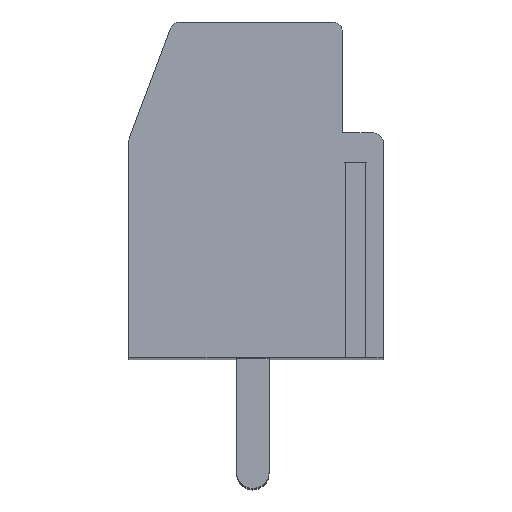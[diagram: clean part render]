
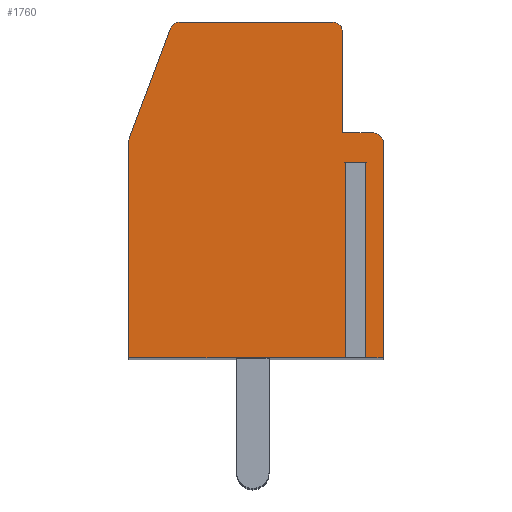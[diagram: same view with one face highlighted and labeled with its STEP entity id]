
A CAD part, top view. The second image highlights one B-rep face of the part: STEP entity #1760.
In plain terms, the highlighted planar face has unit normal (0, 0, 1).
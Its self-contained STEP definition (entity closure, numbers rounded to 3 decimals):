
#14 = VECTOR ( 'NONE', #6008, 1000. ) ;
#18 = CARTESIAN_POINT ( 'NONE',  ( 6.55, 10., 2.5 ) ) ;
#211 = LINE ( 'NONE', #3834, #6362 ) ;
#266 = VECTOR ( 'NONE', #7073, 1000. ) ;
#291 = CARTESIAN_POINT ( 'NONE',  ( 7.26, 0., 2.5 ) ) ;
#479 = CARTESIAN_POINT ( 'NONE',  ( 6.55, 6.9, 2.5 ) ) ;
#535 = LINE ( 'NONE', #4882, #2681 ) ;
#580 = VECTOR ( 'NONE', #5033, 1000. ) ;
#784 = CIRCLE ( 'NONE', #9347, 0.3 ) ;
#922 = CARTESIAN_POINT ( 'NONE',  ( 0., 0., 2.5 ) ) ;
#1074 = ORIENTED_EDGE ( 'NONE', *, *, #2723, .T. ) ;
#1166 = VECTOR ( 'NONE', #4904, 1000. ) ;
#1258 = ORIENTED_EDGE ( 'NONE', *, *, #2629, .T. ) ;
#1502 = DIRECTION ( 'NONE',  ( -1., 0., 0. ) ) ;
#1577 = EDGE_CURVE ( 'NONE', #6340, #6046, #5801, .T. ) ;
#1601 = LINE ( 'NONE', #922, #7507 ) ;
#1602 = AXIS2_PLACEMENT_3D ( 'NONE', #7742, #6989, #4840 ) ;
#1618 = VERTEX_POINT ( 'NONE', #2280 ) ;
#1752 = EDGE_CURVE ( 'NONE', #2737, #5744, #3008, .T. ) ;
#1760 = ADVANCED_FACE ( 'NONE', ( #2609 ), #6978, .T. ) ;
#1828 = ORIENTED_EDGE ( 'NONE', *, *, #3592, .T. ) ;
#1871 = LINE ( 'NONE', #2699, #6624 ) ;
#1891 = CARTESIAN_POINT ( 'NONE',  ( 0., 0., 2.5 ) ) ;
#1931 = ORIENTED_EDGE ( 'NONE', *, *, #4586, .F. ) ;
#2006 = VECTOR ( 'NONE', #8486, 1000. ) ;
#2053 = ORIENTED_EDGE ( 'NONE', *, *, #8393, .T. ) ;
#2073 = CARTESIAN_POINT ( 'NONE',  ( 6.64, 6., 2.5 ) ) ;
#2213 = CARTESIAN_POINT ( 'NONE',  ( 6.64, 0., 2.5 ) ) ;
#2267 = DIRECTION ( 'NONE',  ( 1., 0., 0. ) ) ;
#2280 = CARTESIAN_POINT ( 'NONE',  ( 7.26, 6., 2.5 ) ) ;
#2506 = ORIENTED_EDGE ( 'NONE', *, *, #8892, .T. ) ;
#2609 = FACE_OUTER_BOUND ( 'NONE', #2647, .T. ) ;
#2627 = VERTEX_POINT ( 'NONE', #18 ) ;
#2629 = EDGE_CURVE ( 'NONE', #5991, #5755, #4254, .T. ) ;
#2647 = EDGE_LOOP ( 'NONE', ( #3103, #4844, #5172, #7278, #8021, #1931, #2685, #1074, #3463, #7794, #9402, #2506, #2053, #1258, #1828 ) ) ;
#2681 = VECTOR ( 'NONE', #3385, 1000. ) ;
#2685 = ORIENTED_EDGE ( 'NONE', *, *, #5365, .T. ) ;
#2699 = CARTESIAN_POINT ( 'NONE',  ( 7.26, 6., 2.5 ) ) ;
#2723 = EDGE_CURVE ( 'NONE', #5029, #6340, #1601, .T. ) ;
#2737 = VERTEX_POINT ( 'NONE', #4569 ) ;
#2925 = VERTEX_POINT ( 'NONE', #5537 ) ;
#3006 = CARTESIAN_POINT ( 'NONE',  ( 7.8, 0., 2.5 ) ) ;
#3008 = LINE ( 'NONE', #7640, #266 ) ;
#3103 = ORIENTED_EDGE ( 'NONE', *, *, #5762, .T. ) ;
#3385 = DIRECTION ( 'NONE',  ( -0.351, -0.936, 0. ) ) ;
#3463 = ORIENTED_EDGE ( 'NONE', *, *, #1577, .T. ) ;
#3473 = CARTESIAN_POINT ( 'NONE',  ( 1.558, 10., 2.5 ) ) ;
#3592 = EDGE_CURVE ( 'NONE', #5755, #9251, #3908, .T. ) ;
#3598 = VERTEX_POINT ( 'NONE', #8708 ) ;
#3729 = DIRECTION ( 'NONE',  ( 1., 0., 0. ) ) ;
#3834 = CARTESIAN_POINT ( 'NONE',  ( 7.26, 6., 2.5 ) ) ;
#3908 = CIRCLE ( 'NONE', #6519, 0.3 ) ;
#3962 = CARTESIAN_POINT ( 'NONE',  ( 0., 6.7, 2.5 ) ) ;
#4151 = CARTESIAN_POINT ( 'NONE',  ( 6.25, 10.3, 2.5 ) ) ;
#4166 = LINE ( 'NONE', #7754, #1166 ) ;
#4254 = LINE ( 'NONE', #4992, #6139 ) ;
#4443 = DIRECTION ( 'NONE',  ( 0., 0., 1. ) ) ;
#4495 = DIRECTION ( 'NONE',  ( 1., 0., 0. ) ) ;
#4569 = CARTESIAN_POINT ( 'NONE',  ( 7.5, 6.9, 2.5 ) ) ;
#4586 = EDGE_CURVE ( 'NONE', #1618, #3598, #1871, .T. ) ;
#4823 = DIRECTION ( 'NONE',  ( -1., 0., 0. ) ) ;
#4840 = DIRECTION ( 'NONE',  ( 1., 0., 0. ) ) ;
#4844 = ORIENTED_EDGE ( 'NONE', *, *, #5956, .T. ) ;
#4877 = DIRECTION ( 'NONE',  ( 0., 1., 0. ) ) ;
#4882 = CARTESIAN_POINT ( 'NONE',  ( 1.35, 10.3, 2.5 ) ) ;
#4904 = DIRECTION ( 'NONE',  ( 1., 0., 0. ) ) ;
#4982 = CARTESIAN_POINT ( 'NONE',  ( 6.55, 6.9, 2.5 ) ) ;
#4992 = CARTESIAN_POINT ( 'NONE',  ( 6.55, 10.3, 2.5 ) ) ;
#5029 = VERTEX_POINT ( 'NONE', #291 ) ;
#5033 = DIRECTION ( 'NONE',  ( 0., 1., 0. ) ) ;
#5053 = AXIS2_PLACEMENT_3D ( 'NONE', #7778, #6221, #8440 ) ;
#5172 = ORIENTED_EDGE ( 'NONE', *, *, #7792, .T. ) ;
#5192 = VERTEX_POINT ( 'NONE', #2213 ) ;
#5365 = EDGE_CURVE ( 'NONE', #1618, #5029, #211, .T. ) ;
#5451 = VERTEX_POINT ( 'NONE', #1891 ) ;
#5537 = CARTESIAN_POINT ( 'NONE',  ( 0., 6.609, 2.5 ) ) ;
#5549 = EDGE_CURVE ( 'NONE', #6046, #2737, #9389, .T. ) ;
#5563 = CARTESIAN_POINT ( 'NONE',  ( 7.8, 6.6, 2.5 ) ) ;
#5744 = VERTEX_POINT ( 'NONE', #4982 ) ;
#5748 = LINE ( 'NONE', #2073, #2006 ) ;
#5755 = VERTEX_POINT ( 'NONE', #6270 ) ;
#5762 = EDGE_CURVE ( 'NONE', #9251, #6844, #535, .T. ) ;
#5801 = LINE ( 'NONE', #8679, #580 ) ;
#5939 = DIRECTION ( 'NONE',  ( 0., 0., 1. ) ) ;
#5956 = EDGE_CURVE ( 'NONE', #6844, #2925, #8478, .T. ) ;
#5991 = VERTEX_POINT ( 'NONE', #4151 ) ;
#6008 = DIRECTION ( 'NONE',  ( 0., -1., 0. ) ) ;
#6046 = VERTEX_POINT ( 'NONE', #5563 ) ;
#6067 = AXIS2_PLACEMENT_3D ( 'NONE', #6608, #4443, #3729 ) ;
#6139 = VECTOR ( 'NONE', #1502, 1000. ) ;
#6221 = DIRECTION ( 'NONE',  ( 0., 0., 1. ) ) ;
#6270 = CARTESIAN_POINT ( 'NONE',  ( 1.558, 10.3, 2.5 ) ) ;
#6340 = VERTEX_POINT ( 'NONE', #3006 ) ;
#6362 = VECTOR ( 'NONE', #8310, 1000. ) ;
#6519 = AXIS2_PLACEMENT_3D ( 'NONE', #3473, #7118, #8661 ) ;
#6608 = CARTESIAN_POINT ( 'NONE',  ( 7.5, 6.6, 2.5 ) ) ;
#6624 = VECTOR ( 'NONE', #4823, 1000. ) ;
#6694 = CARTESIAN_POINT ( 'NONE',  ( 6.25, 10., 2.5 ) ) ;
#6734 = CARTESIAN_POINT ( 'NONE',  ( 0.032, 6.785, 2.5 ) ) ;
#6821 = EDGE_CURVE ( 'NONE', #5451, #5192, #4166, .T. ) ;
#6844 = VERTEX_POINT ( 'NONE', #6734 ) ;
#6967 = CARTESIAN_POINT ( 'NONE',  ( 1.277, 10.105, 2.5 ) ) ;
#6978 = PLANE ( 'NONE',  #5053 ) ;
#6989 = DIRECTION ( 'NONE',  ( 0., 0., 1. ) ) ;
#7073 = DIRECTION ( 'NONE',  ( -1., 0., 0. ) ) ;
#7118 = DIRECTION ( 'NONE',  ( 0., 0., 1. ) ) ;
#7278 = ORIENTED_EDGE ( 'NONE', *, *, #6821, .T. ) ;
#7507 = VECTOR ( 'NONE', #4495, 1000. ) ;
#7581 = VECTOR ( 'NONE', #4877, 1000. ) ;
#7640 = CARTESIAN_POINT ( 'NONE',  ( 7.8, 6.9, 2.5 ) ) ;
#7742 = CARTESIAN_POINT ( 'NONE',  ( 0.5, 6.609, 2.5 ) ) ;
#7754 = CARTESIAN_POINT ( 'NONE',  ( 0., 0., 2.5 ) ) ;
#7778 = CARTESIAN_POINT ( 'NONE',  ( -2.513, 0., 2.5 ) ) ;
#7792 = EDGE_CURVE ( 'NONE', #2925, #5451, #8922, .T. ) ;
#7794 = ORIENTED_EDGE ( 'NONE', *, *, #5549, .T. ) ;
#8021 = ORIENTED_EDGE ( 'NONE', *, *, #8313, .F. ) ;
#8310 = DIRECTION ( 'NONE',  ( 0., -1., 0. ) ) ;
#8313 = EDGE_CURVE ( 'NONE', #3598, #5192, #5748, .T. ) ;
#8393 = EDGE_CURVE ( 'NONE', #2627, #5991, #784, .T. ) ;
#8440 = DIRECTION ( 'NONE',  ( 1., 0., 0. ) ) ;
#8478 = CIRCLE ( 'NONE', #1602, 0.5 ) ;
#8486 = DIRECTION ( 'NONE',  ( 0., -1., 0. ) ) ;
#8661 = DIRECTION ( 'NONE',  ( 1., 0., 0. ) ) ;
#8679 = CARTESIAN_POINT ( 'NONE',  ( 7.8, 0., 2.5 ) ) ;
#8708 = CARTESIAN_POINT ( 'NONE',  ( 6.64, 6., 2.5 ) ) ;
#8892 = EDGE_CURVE ( 'NONE', #5744, #2627, #9298, .T. ) ;
#8922 = LINE ( 'NONE', #3962, #14 ) ;
#9251 = VERTEX_POINT ( 'NONE', #6967 ) ;
#9298 = LINE ( 'NONE', #479, #7581 ) ;
#9347 = AXIS2_PLACEMENT_3D ( 'NONE', #6694, #5939, #2267 ) ;
#9389 = CIRCLE ( 'NONE', #6067, 0.3 ) ;
#9402 = ORIENTED_EDGE ( 'NONE', *, *, #1752, .T. ) ;
